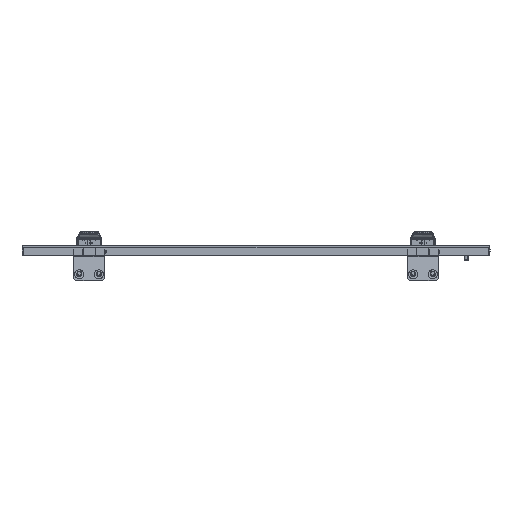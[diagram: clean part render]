
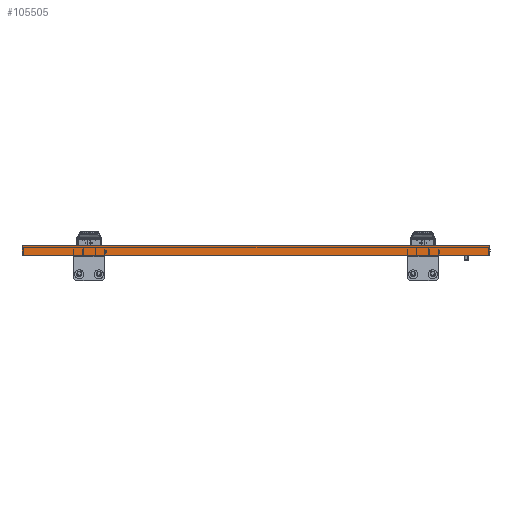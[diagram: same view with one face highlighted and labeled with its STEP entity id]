
A CAD part, left-side view. The second image highlights one B-rep face of the part: STEP entity #105505.
In plain terms, the highlighted planar face has unit normal (-1, 0, 0).
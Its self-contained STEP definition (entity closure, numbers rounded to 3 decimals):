
#1095 = VERTEX_POINT ( 'NONE', #45376 ) ;
#4012 = VERTEX_POINT ( 'NONE', #96654 ) ;
#6103 = ORIENTED_EDGE ( 'NONE', *, *, #30633, .F. ) ;
#6341 = VECTOR ( 'NONE', #104237, 1000. ) ;
#10144 = CARTESIAN_POINT ( 'NONE',  ( -895., -298., -2. ) ) ;
#29452 = CARTESIAN_POINT ( 'NONE',  ( -895., -298., -12.5 ) ) ;
#30633 = EDGE_CURVE ( 'NONE', #1095, #4012, #59301, .T. ) ;
#39677 = ORIENTED_EDGE ( 'NONE', *, *, #68610, .T. ) ;
#41103 = ORIENTED_EDGE ( 'NONE', *, *, #50930, .T. ) ;
#45376 = CARTESIAN_POINT ( 'NONE',  ( -895., -596., 0. ) ) ;
#45761 = DIRECTION ( 'NONE',  ( 0., -1., 0. ) ) ;
#47788 = VECTOR ( 'NONE', #45761, 1000. ) ;
#50930 = EDGE_CURVE ( 'NONE', #53152, #4012, #88479, .T. ) ;
#51311 = VERTEX_POINT ( 'NONE', #55609 ) ;
#52284 = CARTESIAN_POINT ( 'NONE',  ( -895., -298., 0. ) ) ;
#53043 = VECTOR ( 'NONE', #84900, 1000. ) ;
#53152 = VERTEX_POINT ( 'NONE', #84433 ) ;
#53950 = DIRECTION ( 'NONE',  ( 0., 0., 1. ) ) ;
#55609 = CARTESIAN_POINT ( 'NONE',  ( -895., 0., 0. ) ) ;
#59301 = LINE ( 'NONE', #60959, #6341 ) ;
#60935 = VECTOR ( 'NONE', #84753, 1000. ) ;
#60959 = CARTESIAN_POINT ( 'NONE',  ( -895., -596., 2.838 ) ) ;
#67334 = LINE ( 'NONE', #101640, #60935 ) ;
#67919 = EDGE_LOOP ( 'NONE', ( #69706, #41103, #6103, #39677 ) ) ;
#68610 = EDGE_CURVE ( 'NONE', #1095, #51311, #93343, .T. ) ;
#69706 = ORIENTED_EDGE ( 'NONE', *, *, #87681, .T. ) ;
#78677 = FACE_OUTER_BOUND ( 'NONE', #67919, .T. ) ;
#80347 = DIRECTION ( 'NONE',  ( 1., 0., 0. ) ) ;
#84433 = CARTESIAN_POINT ( 'NONE',  ( -895., 0., -12.5 ) ) ;
#84753 = DIRECTION ( 'NONE',  ( 0., 0., -1. ) ) ;
#84900 = DIRECTION ( 'NONE',  ( 0., 1., 0. ) ) ;
#87681 = EDGE_CURVE ( 'NONE', #51311, #53152, #67334, .T. ) ;
#88479 = LINE ( 'NONE', #29452, #47788 ) ;
#92096 = AXIS2_PLACEMENT_3D ( 'NONE', #10144, #80347, #53950 ) ;
#93343 = LINE ( 'NONE', #52284, #53043 ) ;
#96112 = PLANE ( 'NONE',  #92096 ) ;
#96654 = CARTESIAN_POINT ( 'NONE',  ( -895., -596., -12.5 ) ) ;
#101640 = CARTESIAN_POINT ( 'NONE',  ( -895., 0., 2.838 ) ) ;
#104237 = DIRECTION ( 'NONE',  ( 0., 0., -1. ) ) ;
#105505 = ADVANCED_FACE ( 'NONE', ( #78677 ), #96112, .F. ) ;
